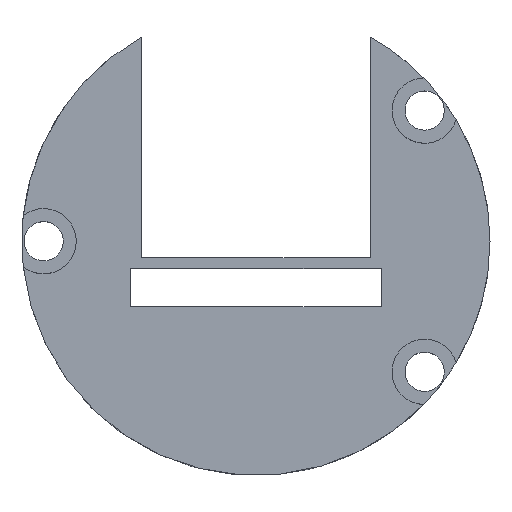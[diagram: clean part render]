
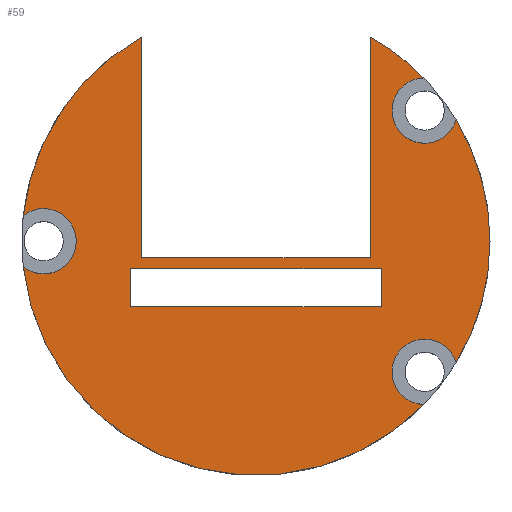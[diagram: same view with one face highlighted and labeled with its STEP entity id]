
A CAD part, top view. The second image highlights one B-rep face of the part: STEP entity #59.
In plain terms, the highlighted planar face has unit normal (0, 0, 1).
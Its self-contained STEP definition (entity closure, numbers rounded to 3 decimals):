
#21 = EDGE_CURVE('',#22,#24,#26,.T.);
#22 = VERTEX_POINT('',#23);
#23 = CARTESIAN_POINT('',(15.404,14.998,1.5));
#24 = VERTEX_POINT('',#25);
#25 = CARTESIAN_POINT('',(18.379,11.156,1.5));
#26 = CIRCLE('',#27,3.);
#27 = AXIS2_PLACEMENT_3D('',#28,#29,#30);
#28 = CARTESIAN_POINT('',(15.5,12.,1.5));
#29 = DIRECTION('',(0.,0.,1.));
#30 = DIRECTION('',(1.,0.,0.));
#59 = ADVANCED_FACE('',(#60,#157),#191,.T.);
#60 = FACE_BOUND('',#61,.T.);
#61 = EDGE_LOOP('',(#62,#72,#80,#88,#97,#106,#115,#124,#133,#142,#149,
    #150));
#62 = ORIENTED_EDGE('',*,*,#63,.F.);
#63 = EDGE_CURVE('',#64,#66,#68,.T.);
#64 = VERTEX_POINT('',#65);
#65 = CARTESIAN_POINT('',(10.5,-1.53,1.5));
#66 = VERTEX_POINT('',#67);
#67 = CARTESIAN_POINT('',(10.5,18.762,1.5));
#68 = LINE('',#69,#70);
#69 = CARTESIAN_POINT('',(10.5,-0.765,1.5));
#70 = VECTOR('',#71,1.);
#71 = DIRECTION('',(0.,1.,0.));
#72 = ORIENTED_EDGE('',*,*,#73,.T.);
#73 = EDGE_CURVE('',#64,#74,#76,.T.);
#74 = VERTEX_POINT('',#75);
#75 = CARTESIAN_POINT('',(-10.5,-1.53,1.5));
#76 = LINE('',#77,#78);
#77 = CARTESIAN_POINT('',(-5.25,-1.53,1.5));
#78 = VECTOR('',#79,1.);
#79 = DIRECTION('',(-1.,0.,0.));
#80 = ORIENTED_EDGE('',*,*,#81,.T.);
#81 = EDGE_CURVE('',#74,#82,#84,.T.);
#82 = VERTEX_POINT('',#83);
#83 = CARTESIAN_POINT('',(-10.5,18.762,1.5));
#84 = LINE('',#85,#86);
#85 = CARTESIAN_POINT('',(-10.5,-0.765,1.5));
#86 = VECTOR('',#87,1.);
#87 = DIRECTION('',(0.,1.,0.));
#88 = ORIENTED_EDGE('',*,*,#89,.T.);
#89 = EDGE_CURVE('',#82,#90,#92,.T.);
#90 = VERTEX_POINT('',#91);
#91 = CARTESIAN_POINT('',(-21.372,2.344,1.5));
#92 = CIRCLE('',#93,21.5);
#93 = AXIS2_PLACEMENT_3D('',#94,#95,#96);
#94 = CARTESIAN_POINT('',(0.,0.,1.5));
#95 = DIRECTION('',(0.,0.,1.));
#96 = DIRECTION('',(1.,0.,0.));
#97 = ORIENTED_EDGE('',*,*,#98,.F.);
#98 = EDGE_CURVE('',#99,#90,#101,.T.);
#99 = VERTEX_POINT('',#100);
#100 = CARTESIAN_POINT('',(-16.5,0.,1.5));
#101 = CIRCLE('',#102,3.);
#102 = AXIS2_PLACEMENT_3D('',#103,#104,#105);
#103 = CARTESIAN_POINT('',(-19.5,0.,1.5));
#104 = DIRECTION('',(0.,0.,1.));
#105 = DIRECTION('',(1.,0.,0.));
#106 = ORIENTED_EDGE('',*,*,#107,.F.);
#107 = EDGE_CURVE('',#108,#99,#110,.T.);
#108 = VERTEX_POINT('',#109);
#109 = CARTESIAN_POINT('',(-21.372,-2.344,1.5));
#110 = CIRCLE('',#111,3.);
#111 = AXIS2_PLACEMENT_3D('',#112,#113,#114);
#112 = CARTESIAN_POINT('',(-19.5,0.,1.5));
#113 = DIRECTION('',(0.,0.,1.));
#114 = DIRECTION('',(1.,0.,0.));
#115 = ORIENTED_EDGE('',*,*,#116,.T.);
#116 = EDGE_CURVE('',#108,#117,#119,.T.);
#117 = VERTEX_POINT('',#118);
#118 = CARTESIAN_POINT('',(15.404,-14.998,1.5));
#119 = CIRCLE('',#120,21.5);
#120 = AXIS2_PLACEMENT_3D('',#121,#122,#123);
#121 = CARTESIAN_POINT('',(0.,0.,1.5));
#122 = DIRECTION('',(0.,0.,1.));
#123 = DIRECTION('',(1.,0.,0.));
#124 = ORIENTED_EDGE('',*,*,#125,.F.);
#125 = EDGE_CURVE('',#126,#117,#128,.T.);
#126 = VERTEX_POINT('',#127);
#127 = CARTESIAN_POINT('',(18.379,-11.156,1.5));
#128 = CIRCLE('',#129,3.);
#129 = AXIS2_PLACEMENT_3D('',#130,#131,#132);
#130 = CARTESIAN_POINT('',(15.5,-12.,1.5));
#131 = DIRECTION('',(0.,0.,1.));
#132 = DIRECTION('',(1.,0.,0.));
#133 = ORIENTED_EDGE('',*,*,#134,.T.);
#134 = EDGE_CURVE('',#126,#135,#137,.T.);
#135 = VERTEX_POINT('',#136);
#136 = CARTESIAN_POINT('',(21.5,0.,1.5));
#137 = CIRCLE('',#138,21.5);
#138 = AXIS2_PLACEMENT_3D('',#139,#140,#141);
#139 = CARTESIAN_POINT('',(0.,0.,1.5));
#140 = DIRECTION('',(0.,0.,1.));
#141 = DIRECTION('',(1.,0.,0.));
#142 = ORIENTED_EDGE('',*,*,#143,.T.);
#143 = EDGE_CURVE('',#135,#24,#144,.T.);
#144 = CIRCLE('',#145,21.5);
#145 = AXIS2_PLACEMENT_3D('',#146,#147,#148);
#146 = CARTESIAN_POINT('',(0.,0.,1.5));
#147 = DIRECTION('',(0.,0.,1.));
#148 = DIRECTION('',(1.,0.,0.));
#149 = ORIENTED_EDGE('',*,*,#21,.F.);
#150 = ORIENTED_EDGE('',*,*,#151,.T.);
#151 = EDGE_CURVE('',#22,#66,#152,.T.);
#152 = CIRCLE('',#153,21.5);
#153 = AXIS2_PLACEMENT_3D('',#154,#155,#156);
#154 = CARTESIAN_POINT('',(0.,0.,1.5));
#155 = DIRECTION('',(0.,0.,1.));
#156 = DIRECTION('',(1.,0.,0.));
#157 = FACE_BOUND('',#158,.T.);
#158 = EDGE_LOOP('',(#159,#169,#177,#185));
#159 = ORIENTED_EDGE('',*,*,#160,.T.);
#160 = EDGE_CURVE('',#161,#163,#165,.T.);
#161 = VERTEX_POINT('',#162);
#162 = CARTESIAN_POINT('',(11.5,-6.,1.5));
#163 = VERTEX_POINT('',#164);
#164 = CARTESIAN_POINT('',(-11.5,-6.,1.5));
#165 = LINE('',#166,#167);
#166 = CARTESIAN_POINT('',(-5.75,-6.,1.5));
#167 = VECTOR('',#168,1.);
#168 = DIRECTION('',(-1.,0.,0.));
#169 = ORIENTED_EDGE('',*,*,#170,.T.);
#170 = EDGE_CURVE('',#163,#171,#173,.T.);
#171 = VERTEX_POINT('',#172);
#172 = CARTESIAN_POINT('',(-11.5,-2.5,1.5));
#173 = LINE('',#174,#175);
#174 = CARTESIAN_POINT('',(-11.5,-3.,1.5));
#175 = VECTOR('',#176,1.);
#176 = DIRECTION('',(0.,1.,0.));
#177 = ORIENTED_EDGE('',*,*,#178,.F.);
#178 = EDGE_CURVE('',#179,#171,#181,.T.);
#179 = VERTEX_POINT('',#180);
#180 = CARTESIAN_POINT('',(11.5,-2.5,1.5));
#181 = LINE('',#182,#183);
#182 = CARTESIAN_POINT('',(-5.75,-2.5,1.5));
#183 = VECTOR('',#184,1.);
#184 = DIRECTION('',(-1.,0.,0.));
#185 = ORIENTED_EDGE('',*,*,#186,.F.);
#186 = EDGE_CURVE('',#161,#179,#187,.T.);
#187 = LINE('',#188,#189);
#188 = CARTESIAN_POINT('',(11.5,-3.,1.5));
#189 = VECTOR('',#190,1.);
#190 = DIRECTION('',(0.,1.,0.));
#191 = PLANE('',#192);
#192 = AXIS2_PLACEMENT_3D('',#193,#194,#195);
#193 = CARTESIAN_POINT('',(0.,0.,1.5));
#194 = DIRECTION('',(0.,0.,1.));
#195 = DIRECTION('',(1.,0.,0.));
